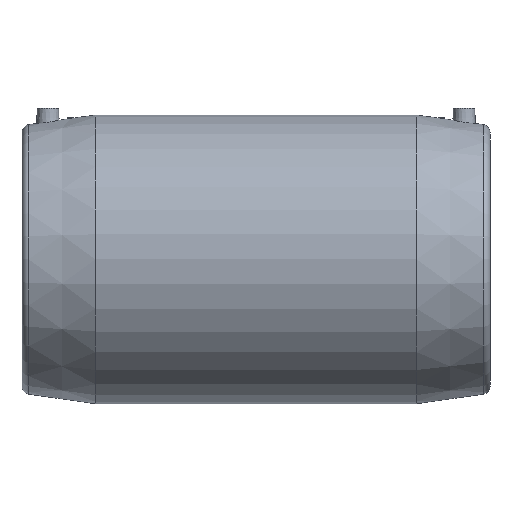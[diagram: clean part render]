
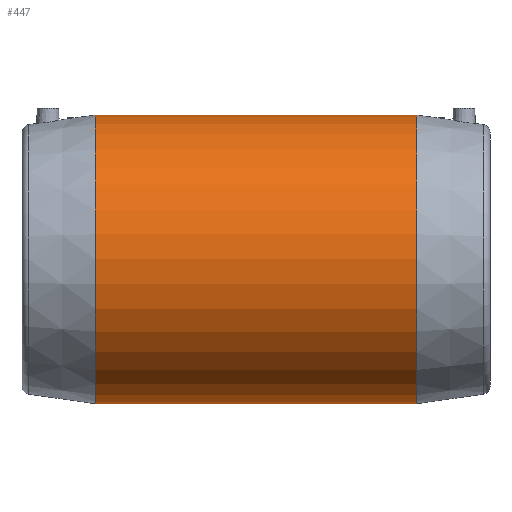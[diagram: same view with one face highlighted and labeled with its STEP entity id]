
A CAD part, front view. The second image highlights one B-rep face of the part: STEP entity #447.
In plain terms, the highlighted cylindrical face has radius 128 mm (diameter 256 mm), a full revolution.
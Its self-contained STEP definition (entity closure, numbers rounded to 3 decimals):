
#48=CYLINDRICAL_SURFACE('',#513,128.);
#60=B_SPLINE_CURVE_WITH_KNOTS('',3,(#862,#863,#864,#865,#866,#867,#868,
#869,#870,#871,#872,#873,#874,#875,#876,#877,#878,#879,#880,#881,#882,#883,
#884,#885,#886,#887,#888,#889,#890,#891,#892,#893,#894,#895,#896,#897,#898,
#899,#900,#901,#902,#903,#904,#905,#906,#907,#908,#909,#910,#911,#912,#913,
#914,#915,#916,#917,#918,#919,#920,#921,#922),.UNSPECIFIED.,.T.,.F.,(1,
1,1,1,1,1,1,1,1,1,1,1,1,1,1,1,1,1,1,1,1,1,1,1,1,1,1,1,1,1,1,1,1,1,1,1,1,
1,1,1,1,1,1,1,1,1,1,1,1,1,1,1,1,1,1,1,1,1,1,1,1,1,1,1,1),(-0.036,
-0.029,-0.014,0.,0.007,0.014,
0.029,0.036,0.043,0.05,
0.057,0.064,0.072,0.079,
0.086,0.1,0.107,0.114,
0.122,0.129,0.136,0.143,
0.15,0.157,0.165,0.172,
0.179,0.186,0.193,0.2,
0.208,0.215,0.222,0.229,
0.236,0.243,0.25,0.258,
0.265,0.272,0.279,0.286,
0.301,0.308,0.315,0.322,
0.329,0.336,0.343,0.351,
0.358,0.372,0.379,0.386,
0.394,0.401,0.408,0.415,
0.422,0.429,0.444,0.458,
0.465,0.472,0.487),.UNSPECIFIED.);
#105=ORIENTED_EDGE('',*,*,#181,.T.);
#106=ORIENTED_EDGE('',*,*,#168,.F.);
#107=ORIENTED_EDGE('',*,*,#180,.T.);
#168=EDGE_CURVE('',#213,#213,#250,.T.);
#180=EDGE_CURVE('',#225,#225,#259,.T.);
#181=EDGE_CURVE('',#226,#226,#60,.T.);
#213=VERTEX_POINT('',#773);
#225=VERTEX_POINT('',#860);
#226=VERTEX_POINT('',#923);
#250=CIRCLE('',#497,128.);
#259=CIRCLE('',#512,128.);
#306=EDGE_LOOP('',(#105));
#307=EDGE_LOOP('',(#106));
#308=EDGE_LOOP('',(#107));
#378=FACE_BOUND('',#306,.T.);
#379=FACE_BOUND('',#307,.T.);
#380=FACE_BOUND('',#308,.T.);
#447=ADVANCED_FACE('',(#378,#379,#380),#48,.T.);
#497=AXIS2_PLACEMENT_3D('',#772,#578,#579);
#512=AXIS2_PLACEMENT_3D('',#859,#610,#611);
#513=AXIS2_PLACEMENT_3D('',#861,#612,#613);
#578=DIRECTION('',(-1.,0.,0.));
#579=DIRECTION('',(0.,0.,1.));
#610=DIRECTION('',(-1.,0.,0.));
#611=DIRECTION('',(0.,0.,1.));
#612=DIRECTION('',(-1.,0.,0.));
#613=DIRECTION('',(0.,0.,1.));
#772=CARTESIAN_POINT('',(-142.5,0.,0.));
#773=CARTESIAN_POINT('',(-142.5,0.,128.));
#859=CARTESIAN_POINT('',(142.5,0.,0.));
#860=CARTESIAN_POINT('',(142.5,0.,128.));
#861=CARTESIAN_POINT('',(-60.,0.,0.));
#862=CARTESIAN_POINT('',(71.438,127.44,-14.456));
#863=CARTESIAN_POINT('',(72.76,128.137,-2.371));
#864=CARTESIAN_POINT('',(72.245,127.866,7.159));
#865=CARTESIAN_POINT('',(70.717,127.069,16.615));
#866=CARTESIAN_POINT('',(67.789,125.568,25.49));
#867=CARTESIAN_POINT('',(63.541,123.5,33.835));
#868=CARTESIAN_POINT('',(59.8,121.754,39.642));
#869=CARTESIAN_POINT('',(55.553,119.87,45.003));
#870=CARTESIAN_POINT('',(50.762,117.88,49.97));
#871=CARTESIAN_POINT('',(45.555,115.888,54.416));
#872=CARTESIAN_POINT('',(39.978,113.96,58.334));
#873=CARTESIAN_POINT('',(34.008,112.142,61.745));
#874=CARTESIAN_POINT('',(25.496,109.952,65.588));
#875=CARTESIAN_POINT('',(16.621,108.338,68.179));
#876=CARTESIAN_POINT('',(7.225,107.462,69.542));
#877=CARTESIAN_POINT('',(0.059,107.237,69.886));
#878=CARTESIAN_POINT('',(-7.003,107.451,69.559));
#879=CARTESIAN_POINT('',(-14.037,108.088,68.569));
#880=CARTESIAN_POINT('',(-20.965,109.128,66.909));
#881=CARTESIAN_POINT('',(-27.56,110.485,64.653));
#882=CARTESIAN_POINT('',(-33.917,112.117,61.792));
#883=CARTESIAN_POINT('',(-39.945,113.948,58.357));
#884=CARTESIAN_POINT('',(-45.537,115.881,54.43));
#885=CARTESIAN_POINT('',(-50.749,117.875,49.983));
#886=CARTESIAN_POINT('',(-55.546,119.868,45.011));
#887=CARTESIAN_POINT('',(-59.789,121.749,39.655));
#888=CARTESIAN_POINT('',(-63.508,123.485,33.89));
#889=CARTESIAN_POINT('',(-66.702,125.038,27.638));
#890=CARTESIAN_POINT('',(-69.236,126.311,21.088));
#891=CARTESIAN_POINT('',(-71.077,127.257,14.34));
#892=CARTESIAN_POINT('',(-72.224,127.855,7.353));
#893=CARTESIAN_POINT('',(-72.629,128.068,0.147));
#894=CARTESIAN_POINT('',(-72.257,127.873,-7.047));
#895=CARTESIAN_POINT('',(-71.133,127.286,-14.087));
#896=CARTESIAN_POINT('',(-69.311,126.349,-20.861));
#897=CARTESIAN_POINT('',(-66.79,125.082,-27.442));
#898=CARTESIAN_POINT('',(-63.617,123.537,-33.699));
#899=CARTESIAN_POINT('',(-59.906,121.802,-39.494));
#900=CARTESIAN_POINT('',(-55.642,119.908,-44.903));
#901=CARTESIAN_POINT('',(-49.253,117.253,-51.543));
#902=CARTESIAN_POINT('',(-42.106,114.61,-57.109));
#903=CARTESIAN_POINT('',(-34.049,112.154,-61.725));
#904=CARTESIAN_POINT('',(-27.741,110.527,-64.58));
#905=CARTESIAN_POINT('',(-21.181,109.169,-66.843));
#906=CARTESIAN_POINT('',(-14.351,108.127,-68.509));
#907=CARTESIAN_POINT('',(-7.233,107.463,-69.54));
#908=CARTESIAN_POINT('',(-0.156,107.239,-69.884));
#909=CARTESIAN_POINT('',(6.925,107.444,-69.57));
#910=CARTESIAN_POINT('',(16.419,108.305,-68.232));
#911=CARTESIAN_POINT('',(25.398,109.93,-65.626));
#912=CARTESIAN_POINT('',(33.935,112.121,-61.783));
#913=CARTESIAN_POINT('',(39.923,113.942,-58.369));
#914=CARTESIAN_POINT('',(45.535,115.88,-54.435));
#915=CARTESIAN_POINT('',(50.796,117.894,-49.938));
#916=CARTESIAN_POINT('',(55.545,119.868,-45.009));
#917=CARTESIAN_POINT('',(59.794,121.751,-39.651));
#918=CARTESIAN_POINT('',(63.549,123.504,-33.823));
#919=CARTESIAN_POINT('',(67.794,125.571,-25.472));
#920=CARTESIAN_POINT('',(71.438,127.44,-14.456));
#921=CARTESIAN_POINT('',(72.76,128.137,-2.371));
#922=CARTESIAN_POINT('',(72.245,127.866,7.159));
#923=CARTESIAN_POINT('',(72.5,128.,0.));
